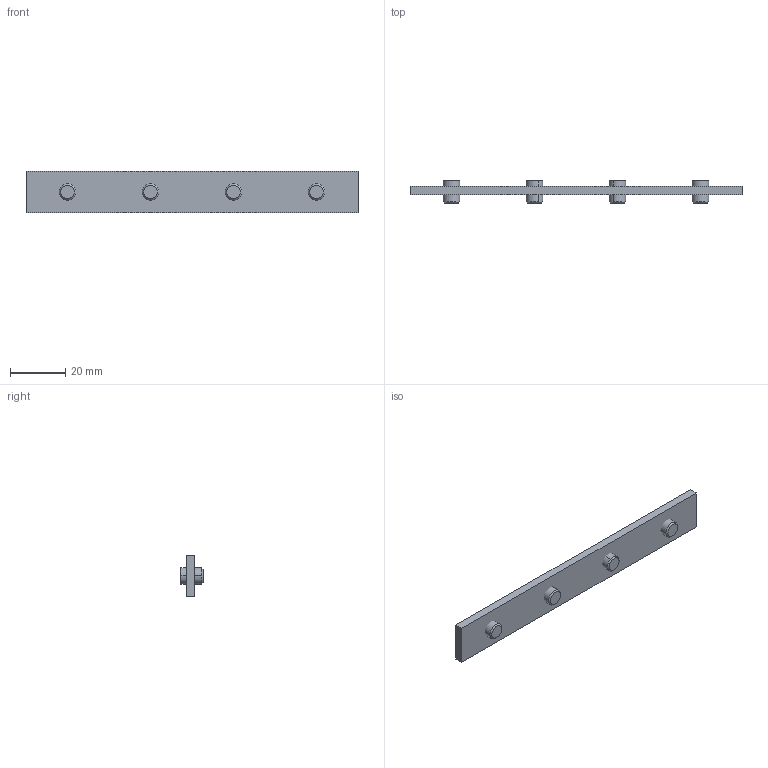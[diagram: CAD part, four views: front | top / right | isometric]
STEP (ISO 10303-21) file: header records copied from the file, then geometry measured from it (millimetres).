
FILE_DESCRIPTION (( 'STEP AP214' ), '1' );
FILE_NAME ('SNSD.30.50.53. Ëèíåéíûé ñîåäèíèòåëü ëåãêèé 120 ìì, ïàç 8(C09).STEP', '2014-11-21T10:49:29', ( 'XTreme.ws' ), ( 'XTreme.ws' ), 'SwSTEP 2.0', 'SolidWorks 2014', '' );
FILE_SCHEMA (( 'AUTOMOTIVE_DESIGN' ));
Length unit declared in the file: millimetre
Products named in the file (3): SNSD.30.50.53. Ëèíåéíûé ñîåäèíèòåëü ëåãêèé 120 ìì, ïàç 8(C09); SNSD.30.50.53. Ïëàñòèíà 120 ìì, ïàç 8 (Ñ09)_00; SNSD.30.50.53. Âèíò (Ñ09)_00
Assembly tree (5 placements, depth 2):
  SNSD.30.50.53. Ëèíåéíûé ñîåäèíèòåëü ëåãêèé 120 ìì, ïàç 8(C09)
    SNSD.30.50.53. Ïëàñòèíà 120 ìì, ïàç 8 (Ñ09)_00
    SNSD.30.50.53. Âèíò (Ñ09)_00  x4
Bounding box: 120 x 8 x 15 mm (x, y, z)
Volume: 5903.4 mm3; surface area: 5430.2 mm2
Topology: 5 solids, 5 shells, 86 faces, 188 edges, 120 vertices
Faces by surface type: plane 46, cylinder 24, cone 8, torus 8
Entity records: 1176 total; most frequent: DIRECTION 184, CARTESIAN_POINT 162, ORIENTED_EDGE 148, EDGE_CURVE 74, AXIS2_PLACEMENT_3D 70, VERTEX_POINT 48, LINE 44, VECTOR 44
